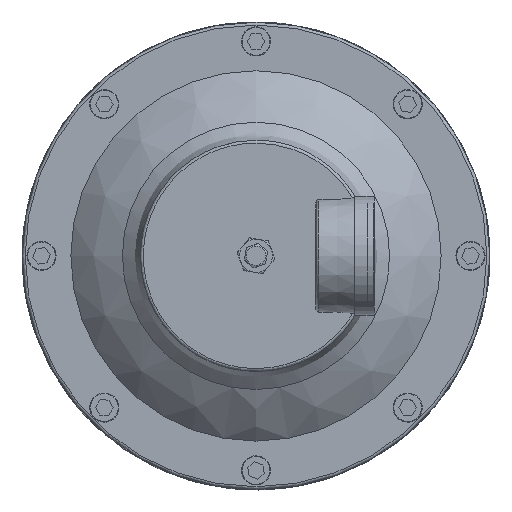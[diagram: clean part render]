
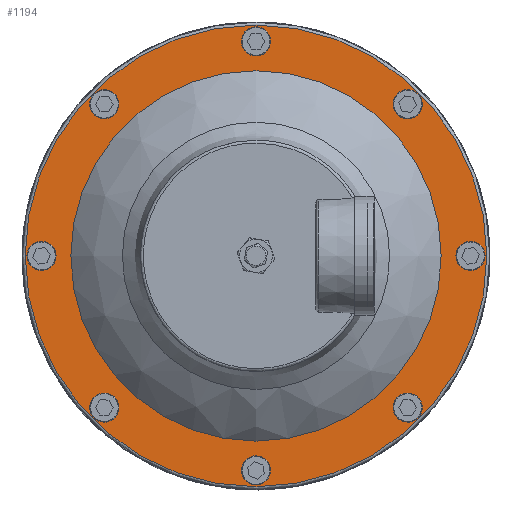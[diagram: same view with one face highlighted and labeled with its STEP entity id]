
A CAD part, top view. The second image highlights one B-rep face of the part: STEP entity #1194.
In plain terms, the highlighted planar face has unit normal (0, 0, 1).
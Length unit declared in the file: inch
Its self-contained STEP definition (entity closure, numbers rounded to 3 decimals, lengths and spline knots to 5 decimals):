
#1079=CARTESIAN_POINT('',(0.,-1.5905,11.1714));
#1080=DIRECTION('',(0.0,0.0,1.0));
#1081=DIRECTION('',(1.0,0.0,0.0));
#1082=AXIS2_PLACEMENT_3D('',#1079,#1080,#1081);
#1083=PLANE('',#1082);
#1084=CARTESIAN_POINT('',(0.,-3.965,11.1714));
#1085=VERTEX_POINT('',#1084);
#1086=CARTESIAN_POINT('',(0.,0.,11.1714));
#1087=DIRECTION('',(0.0,0.0,-1.0));
#1088=DIRECTION('',(0.0,1.0,0.0));
#1089=AXIS2_PLACEMENT_3D('',#1086,#1087,#1088);
#1090=CIRCLE('',#1089,3.965);
#1091=EDGE_CURVE('',#1085,#1085,#1090,.T.);
#1092=ORIENTED_EDGE('',*,*,#1091,.F.);
#1093=EDGE_LOOP('',(#1092));
#1094=FACE_OUTER_BOUND('',#1093,.T.);
#1095=CARTESIAN_POINT('',(3.6024,-0.23066,11.1714));
#1096=VERTEX_POINT('',#1095);
#1097=CARTESIAN_POINT('',(3.685,0.,11.1714));
#1098=DIRECTION('',(0.,0.,1.));
#1099=DIRECTION('',(0.337,0.941,0.));
#1100=AXIS2_PLACEMENT_3D('',#1097,#1098,#1099);
#1101=CIRCLE('',#1100,0.245);
#1102=EDGE_CURVE('',#1096,#1096,#1101,.F.);
#1103=ORIENTED_EDGE('',*,*,#1102,.T.);
#1104=EDGE_LOOP('',(#1103));
#1105=FACE_BOUND('',#1104,.T.);
#1106=CARTESIAN_POINT('',(0.03372,-3.92767,11.1714));
#1107=VERTEX_POINT('',#1106);
#1108=CARTESIAN_POINT('',(0.,-3.685,11.1714));
#1109=DIRECTION('',(0.,0.,1.0));
#1110=DIRECTION('',(-0.138,0.99,0.));
#1111=AXIS2_PLACEMENT_3D('',#1108,#1109,#1110);
#1112=CIRCLE('',#1111,0.245);
#1113=EDGE_CURVE('',#1107,#1107,#1112,.F.);
#1114=ORIENTED_EDGE('',*,*,#1113,.T.);
#1115=EDGE_LOOP('',(#1114));
#1116=FACE_BOUND('',#1115,.T.);
#1117=CARTESIAN_POINT('',(2.85055,-2.61401,11.1714));
#1118=VERTEX_POINT('',#1117);
#1119=CARTESIAN_POINT('',(2.60569,-2.60569,11.1714));
#1120=DIRECTION('',(0.,0.,1.0));
#1121=DIRECTION('',(-0.999,0.034,0.));
#1122=AXIS2_PLACEMENT_3D('',#1119,#1120,#1121);
#1123=CIRCLE('',#1122,0.245);
#1124=EDGE_CURVE('',#1118,#1118,#1123,.F.);
#1125=ORIENTED_EDGE('',*,*,#1124,.T.);
#1126=EDGE_LOOP('',(#1125));
#1127=FACE_BOUND('',#1126,.T.);
#1128=CARTESIAN_POINT('',(2.51445,2.83306,11.1714));
#1129=VERTEX_POINT('',#1128);
#1130=CARTESIAN_POINT('',(2.60569,2.60569,11.1714));
#1131=DIRECTION('',(0.,0.,1.0));
#1132=DIRECTION('',(0.372,-0.928,0.));
#1133=AXIS2_PLACEMENT_3D('',#1130,#1131,#1132);
#1134=CIRCLE('',#1133,0.245);
#1135=EDGE_CURVE('',#1129,#1129,#1134,.F.);
#1136=ORIENTED_EDGE('',*,*,#1135,.T.);
#1137=EDGE_LOOP('',(#1136));
#1138=FACE_BOUND('',#1137,.T.);
#1139=CARTESIAN_POINT('',(-2.72816,2.39349,11.1714));
#1140=VERTEX_POINT('',#1139);
#1141=CARTESIAN_POINT('',(-2.60569,2.60569,11.1714));
#1142=DIRECTION('',(0.,0.,1.0));
#1143=DIRECTION('',(0.5,0.866,0.));
#1144=AXIS2_PLACEMENT_3D('',#1141,#1142,#1143);
#1145=CIRCLE('',#1144,0.245);
#1146=EDGE_CURVE('',#1140,#1140,#1145,.F.);
#1147=ORIENTED_EDGE('',*,*,#1146,.T.);
#1148=EDGE_LOOP('',(#1147));
#1149=FACE_BOUND('',#1148,.T.);
#1150=CARTESIAN_POINT('',(-2.85049,-2.59578,11.1714));
#1151=VERTEX_POINT('',#1150);
#1152=CARTESIAN_POINT('',(-2.60569,-2.60569,11.1714));
#1153=DIRECTION('',(0.,0.,1.));
#1154=DIRECTION('',(0.999,-0.04,0.));
#1155=AXIS2_PLACEMENT_3D('',#1152,#1153,#1154);
#1156=CIRCLE('',#1155,0.245);
#1157=EDGE_CURVE('',#1151,#1151,#1156,.F.);
#1158=ORIENTED_EDGE('',*,*,#1157,.T.);
#1159=EDGE_LOOP('',(#1158));
#1160=FACE_BOUND('',#1159,.T.);
#1161=CARTESIAN_POINT('',(-3.44353,0.04141,11.1714));
#1162=VERTEX_POINT('',#1161);
#1163=CARTESIAN_POINT('',(-3.685,0.,11.1714));
#1164=DIRECTION('',(0.,0.,1.));
#1165=DIRECTION('',(-0.986,-0.169,0.));
#1166=AXIS2_PLACEMENT_3D('',#1163,#1164,#1165);
#1167=CIRCLE('',#1166,0.245);
#1168=EDGE_CURVE('',#1162,#1162,#1167,.F.);
#1169=ORIENTED_EDGE('',*,*,#1168,.T.);
#1170=EDGE_LOOP('',(#1169));
#1171=FACE_BOUND('',#1170,.T.);
#1172=CARTESIAN_POINT('',(-0.245,3.686,11.1714));
#1173=VERTEX_POINT('',#1172);
#1174=CARTESIAN_POINT('',(0.,3.685,11.1714));
#1175=DIRECTION('',(0.,0.,1.0));
#1176=DIRECTION('',(1.,-0.004,0.));
#1177=AXIS2_PLACEMENT_3D('',#1174,#1175,#1176);
#1178=CIRCLE('',#1177,0.245);
#1179=EDGE_CURVE('',#1173,#1173,#1178,.F.);
#1180=ORIENTED_EDGE('',*,*,#1179,.T.);
#1181=EDGE_LOOP('',(#1180));
#1182=FACE_BOUND('',#1181,.T.);
#1183=CARTESIAN_POINT('',(0.,-3.181,11.1714));
#1184=VERTEX_POINT('',#1183);
#1185=CARTESIAN_POINT('',(0.,0.,11.1714));
#1186=DIRECTION('',(0.0,0.0,-1.0));
#1187=DIRECTION('',(1.0,0.0,0.0));
#1188=AXIS2_PLACEMENT_3D('',#1185,#1186,#1187);
#1189=CIRCLE('',#1188,3.181);
#1190=EDGE_CURVE('',#1184,#1184,#1189,.T.);
#1191=ORIENTED_EDGE('',*,*,#1190,.T.);
#1192=EDGE_LOOP('',(#1191));
#1193=FACE_BOUND('',#1192,.T.);
#1194=ADVANCED_FACE('',(#1094,#1105,#1116,#1127,#1138,#1149,#1160,#1171,#1182,#1193),#1083,.T.);
